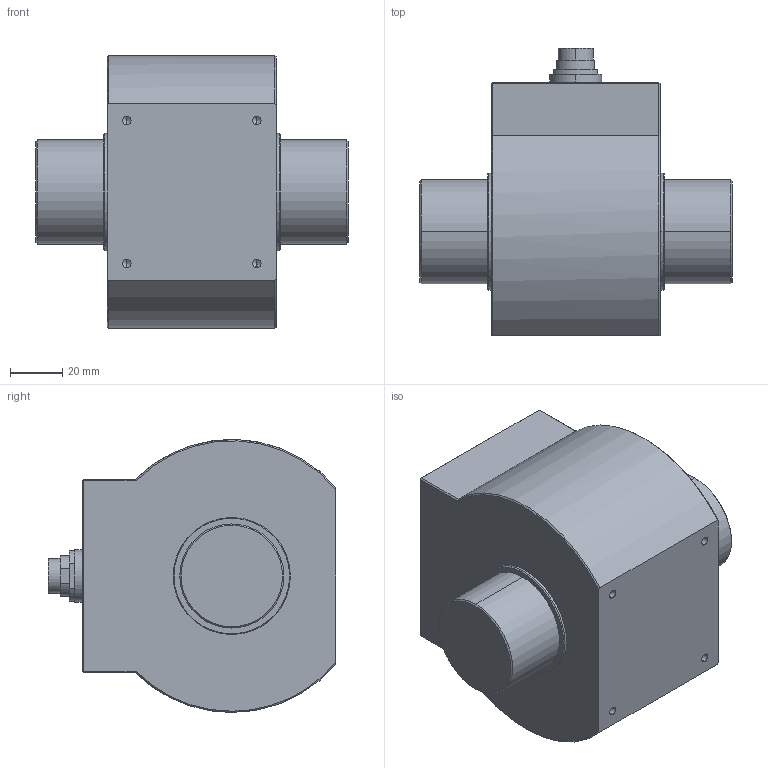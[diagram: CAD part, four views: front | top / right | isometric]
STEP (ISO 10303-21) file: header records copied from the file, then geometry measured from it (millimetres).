
FILE_DESCRIPTION (( 'STEP AP214' ), '1' );
FILE_NAME ('DRBK500-1000.STEP', '2007-10-25T12:53:54', ( 'Karsten Hauenstein' ), ( 'ETH-messtechnik gmbh' ), 'SwSTEP 2.0', 'SolidWorks 2007', '' );
FILE_SCHEMA (( 'AUTOMOTIVE_DESIGN' ));
Length unit declared in the file: millimetre
Products named in the file (1): DRBK500-1000
Bounding box: 120 x 110.6 x 105 mm (x, y, z)
Volume: 645039.2 mm3; surface area: 48491.4 mm2
Topology: 1 solids, 1 shells, 83 faces, 186 edges, 108 vertices
Faces by surface type: plane 30, cylinder 29, cone 24
Entity records: 2747 total; most frequent: DIRECTION 411, CARTESIAN_POINT 392, ORIENTED_EDGE 352, EDGE_CURVE 176, AXIS2_PLACEMENT_3D 159, VERTEX_POINT 108, EDGE_LOOP 96, VECTOR 93
